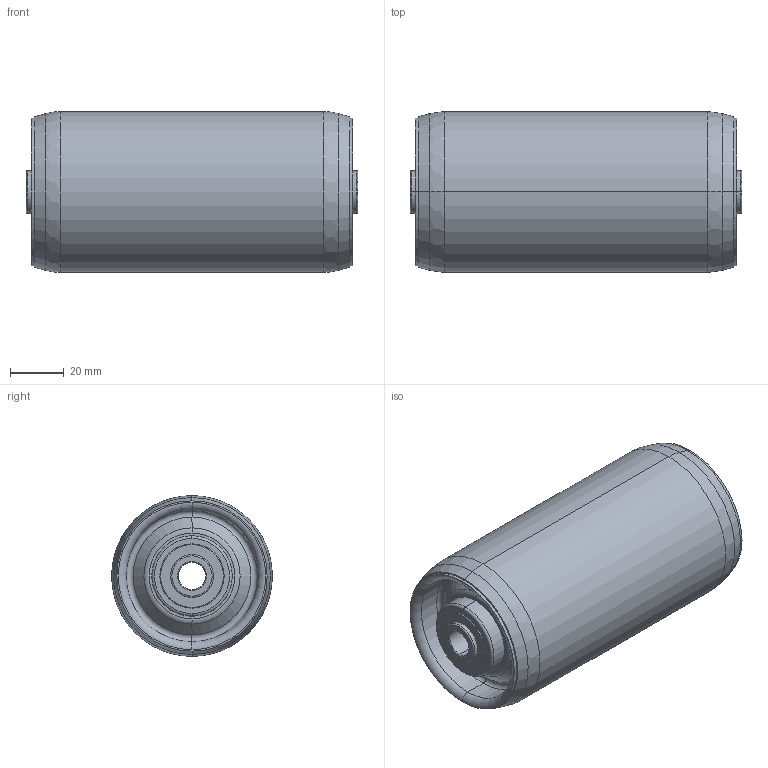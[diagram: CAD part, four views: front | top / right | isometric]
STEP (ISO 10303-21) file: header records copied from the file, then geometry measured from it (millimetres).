
FILE_DESCRIPTION (( 'STEP AP214' ), '1' );
FILE_NAME ('0022360_NR200-60-10_(A-14).step', '2019-05-29T11:48:48', ( '' ), ( '' ), 'SwSTEP 2.0', 'SolidWorks 2018', '' );
FILE_SCHEMA (( 'AUTOMOTIVE_DESIGN' ));
Length unit declared in the file: millimetre
Products named in the file (1): 0022360_NR200-60-10_(A-14)
Bounding box: 123.5 x 60 x 60 mm (x, y, z)
Volume: 58949.3 mm3; surface area: 70779.2 mm2
Topology: 1 solids, 2 shells, 122 faces, 244 edges, 140 vertices
Faces by surface type: torus 44, cylinder 40, cone 20, plane 18
Entity records: 3228 total; most frequent: DIRECTION 674, CARTESIAN_POINT 507, ORIENTED_EDGE 488, AXIS2_PLACEMENT_3D 307, EDGE_CURVE 244, CIRCLE 184, VERTEX_POINT 140, EDGE_LOOP 140
